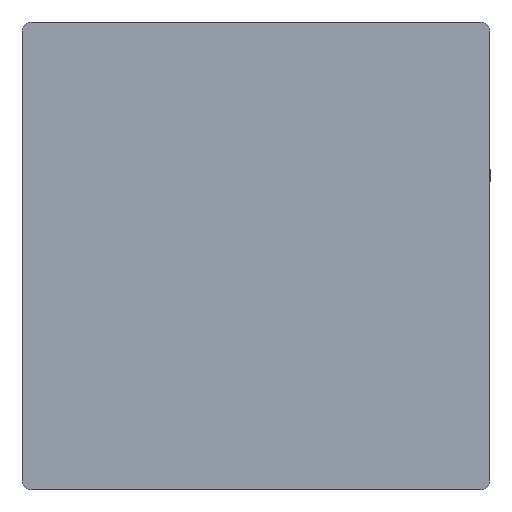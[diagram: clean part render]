
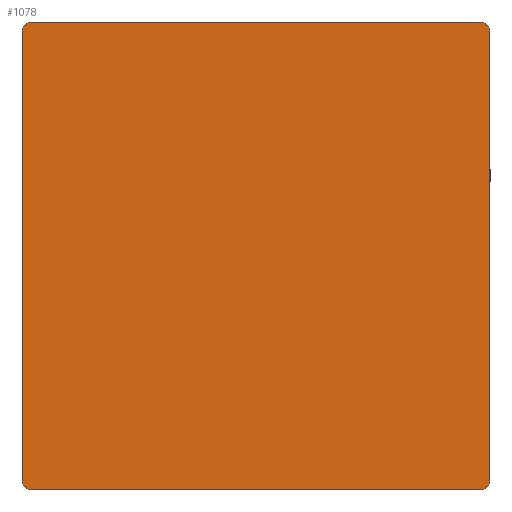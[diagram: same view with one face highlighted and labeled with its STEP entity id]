
A CAD part, front view. The second image highlights one B-rep face of the part: STEP entity #1078.
In plain terms, the highlighted planar face has unit normal (0, -1, 0).
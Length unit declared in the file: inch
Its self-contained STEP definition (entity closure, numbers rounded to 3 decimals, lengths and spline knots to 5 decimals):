
#12 = EDGE_CURVE ( 'NONE', #1255, #1070, #536, .T. ) ;
#15 = DIRECTION ( 'NONE',  ( 0., 0., -1. ) ) ;
#17 = VECTOR ( 'NONE', #1693, 39.37008 ) ;
#53 = DIRECTION ( 'NONE',  ( 0., 0., 1. ) ) ;
#56 = EDGE_CURVE ( 'NONE', #213, #493, #1433, .T. ) ;
#113 = CIRCLE ( 'NONE', #1773, 0.01 ) ;
#154 = LINE ( 'NONE', #694, #389 ) ;
#164 = FACE_OUTER_BOUND ( 'NONE', #1449, .T. ) ;
#213 = VERTEX_POINT ( 'NONE', #530 ) ;
#258 = DIRECTION ( 'NONE',  ( 0., 0., 1. ) ) ;
#265 = EDGE_CURVE ( 'NONE', #1357, #1255, #154, .T. ) ;
#311 = CARTESIAN_POINT ( 'NONE',  ( 0., -2., 0.5 ) ) ;
#382 = EDGE_CURVE ( 'NONE', #1722, #1516, #801, .T. ) ;
#389 = VECTOR ( 'NONE', #15, 39.37008 ) ;
#401 = AXIS2_PLACEMENT_3D ( 'NONE', #571, #999, #1628 ) ;
#493 = VERTEX_POINT ( 'NONE', #1247 ) ;
#500 = CARTESIAN_POINT ( 'NONE',  ( 0.49, -2., 0.01 ) ) ;
#504 = EDGE_CURVE ( 'NONE', #213, #1357, #1568, .T. ) ;
#506 = CARTESIAN_POINT ( 'NONE',  ( 0.49, -2., 0.49 ) ) ;
#530 = CARTESIAN_POINT ( 'NONE',  ( 0.01, -2., 0.5 ) ) ;
#536 = CIRCLE ( 'NONE', #942, 0.01 ) ;
#563 = CARTESIAN_POINT ( 'NONE',  ( 0.01, -2., 0.49 ) ) ;
#571 = CARTESIAN_POINT ( 'NONE',  ( 0., -2., 0.5 ) ) ;
#573 = ORIENTED_EDGE ( 'NONE', *, *, #504, .T. ) ;
#626 = AXIS2_PLACEMENT_3D ( 'NONE', #563, #1120, #258 ) ;
#636 = LINE ( 'NONE', #772, #1431 ) ;
#651 = ORIENTED_EDGE ( 'NONE', *, *, #12, .T. ) ;
#657 = CARTESIAN_POINT ( 'NONE',  ( 0., -2., 0.01 ) ) ;
#672 = ORIENTED_EDGE ( 'NONE', *, *, #901, .T. ) ;
#694 = CARTESIAN_POINT ( 'NONE',  ( 0., -2., 0.5 ) ) ;
#769 = VECTOR ( 'NONE', #1368, 39.37008 ) ;
#772 = CARTESIAN_POINT ( 'NONE',  ( 0., -2., 0. ) ) ;
#790 = ORIENTED_EDGE ( 'NONE', *, *, #56, .F. ) ;
#801 = LINE ( 'NONE', #1393, #769 ) ;
#812 = AXIS2_PLACEMENT_3D ( 'NONE', #506, #1298, #903 ) ;
#830 = ORIENTED_EDGE ( 'NONE', *, *, #938, .T. ) ;
#898 = DIRECTION ( 'NONE',  ( 0., 0., 1. ) ) ;
#901 = EDGE_CURVE ( 'NONE', #1070, #1737, #636, .T. ) ;
#903 = DIRECTION ( 'NONE',  ( 0., 0., 1. ) ) ;
#917 = DIRECTION ( 'NONE',  ( 0., -1., 0. ) ) ;
#926 = CARTESIAN_POINT ( 'NONE',  ( 0.5, -2., 0.49 ) ) ;
#938 = EDGE_CURVE ( 'NONE', #1737, #1516, #113, .T. ) ;
#942 = AXIS2_PLACEMENT_3D ( 'NONE', #1135, #1673, #53 ) ;
#955 = CARTESIAN_POINT ( 'NONE',  ( 0., -2., 0.49 ) ) ;
#999 = DIRECTION ( 'NONE',  ( 0., 1., 0. ) ) ;
#1058 = CARTESIAN_POINT ( 'NONE',  ( 0.49, -2., 0. ) ) ;
#1070 = VERTEX_POINT ( 'NONE', #1089 ) ;
#1078 = ADVANCED_FACE ( 'NONE', ( #164 ), #1080, .F. ) ;
#1080 = PLANE ( 'NONE',  #401 ) ;
#1089 = CARTESIAN_POINT ( 'NONE',  ( 0.01, -2., 0. ) ) ;
#1120 = DIRECTION ( 'NONE',  ( 0., -1., 0. ) ) ;
#1126 = ORIENTED_EDGE ( 'NONE', *, *, #382, .F. ) ;
#1130 = CARTESIAN_POINT ( 'NONE',  ( 0.5, -2., 0.01 ) ) ;
#1135 = CARTESIAN_POINT ( 'NONE',  ( 0.01, -2., 0.01 ) ) ;
#1214 = ORIENTED_EDGE ( 'NONE', *, *, #1732, .T. ) ;
#1247 = CARTESIAN_POINT ( 'NONE',  ( 0.49, -2., 0.5 ) ) ;
#1255 = VERTEX_POINT ( 'NONE', #657 ) ;
#1298 = DIRECTION ( 'NONE',  ( 0., -1., 0. ) ) ;
#1305 = DIRECTION ( 'NONE',  ( 1., 0., 0. ) ) ;
#1356 = ORIENTED_EDGE ( 'NONE', *, *, #265, .T. ) ;
#1357 = VERTEX_POINT ( 'NONE', #955 ) ;
#1368 = DIRECTION ( 'NONE',  ( 0., 0., -1. ) ) ;
#1393 = CARTESIAN_POINT ( 'NONE',  ( 0.5, -2., 0.5 ) ) ;
#1431 = VECTOR ( 'NONE', #1305, 39.37008 ) ;
#1433 = LINE ( 'NONE', #311, #17 ) ;
#1449 = EDGE_LOOP ( 'NONE', ( #790, #573, #1356, #651, #672, #830, #1126, #1214 ) ) ;
#1516 = VERTEX_POINT ( 'NONE', #1130 ) ;
#1568 = CIRCLE ( 'NONE', #626, 0.01 ) ;
#1573 = CIRCLE ( 'NONE', #812, 0.01 ) ;
#1628 = DIRECTION ( 'NONE',  ( 0., 0., 1. ) ) ;
#1673 = DIRECTION ( 'NONE',  ( 0., -1., 0. ) ) ;
#1693 = DIRECTION ( 'NONE',  ( 1., 0., 0. ) ) ;
#1722 = VERTEX_POINT ( 'NONE', #926 ) ;
#1732 = EDGE_CURVE ( 'NONE', #1722, #493, #1573, .T. ) ;
#1737 = VERTEX_POINT ( 'NONE', #1058 ) ;
#1773 = AXIS2_PLACEMENT_3D ( 'NONE', #500, #917, #898 ) ;
